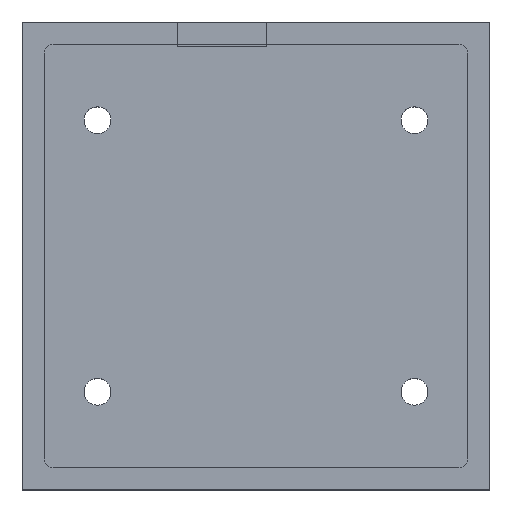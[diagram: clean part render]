
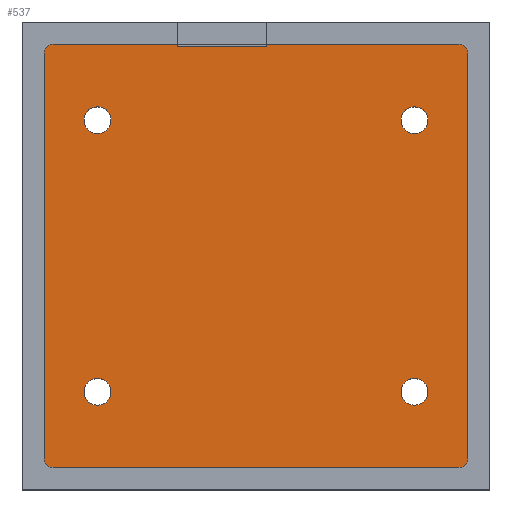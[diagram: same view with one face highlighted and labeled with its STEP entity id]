
A CAD part, top view. The second image highlights one B-rep face of the part: STEP entity #537.
In plain terms, the highlighted planar face has unit normal (0, 0, 1).
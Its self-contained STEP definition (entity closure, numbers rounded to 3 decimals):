
#163 = VERTEX_POINT('',#164);
#164 = CARTESIAN_POINT('',(-22.75,-23.75,5.));
#170 = EDGE_CURVE('',#171,#163,#173,.T.);
#171 = VERTEX_POINT('',#172);
#172 = CARTESIAN_POINT('',(-23.75,-22.75,5.));
#173 = CIRCLE('',#174,1.);
#174 = AXIS2_PLACEMENT_3D('',#175,#176,#177);
#175 = CARTESIAN_POINT('',(-22.75,-22.75,5.));
#176 = DIRECTION('',(0.,-0.,1.));
#177 = DIRECTION('',(0.,1.,0.));
#195 = VERTEX_POINT('',#196);
#196 = CARTESIAN_POINT('',(22.75,-23.75,5.));
#202 = EDGE_CURVE('',#195,#163,#203,.T.);
#203 = LINE('',#204,#205);
#204 = CARTESIAN_POINT('',(23.75,-23.75,5.));
#205 = VECTOR('',#206,1.);
#206 = DIRECTION('',(-1.,0.,0.));
#219 = VERTEX_POINT('',#220);
#220 = CARTESIAN_POINT('',(23.75,-22.75,5.));
#226 = EDGE_CURVE('',#195,#219,#227,.T.);
#227 = CIRCLE('',#228,1.);
#228 = AXIS2_PLACEMENT_3D('',#229,#230,#231);
#229 = CARTESIAN_POINT('',(22.75,-22.75,5.));
#230 = DIRECTION('',(0.,-0.,1.));
#231 = DIRECTION('',(0.,1.,0.));
#244 = VERTEX_POINT('',#245);
#245 = CARTESIAN_POINT('',(23.75,22.75,5.));
#251 = EDGE_CURVE('',#244,#219,#252,.T.);
#252 = LINE('',#253,#254);
#253 = CARTESIAN_POINT('',(23.75,23.75,5.));
#254 = VECTOR('',#255,1.);
#255 = DIRECTION('',(0.,-1.,0.));
#268 = VERTEX_POINT('',#269);
#269 = CARTESIAN_POINT('',(22.75,23.75,5.));
#275 = EDGE_CURVE('',#244,#268,#276,.T.);
#276 = CIRCLE('',#277,1.);
#277 = AXIS2_PLACEMENT_3D('',#278,#279,#280);
#278 = CARTESIAN_POINT('',(22.75,22.75,5.));
#279 = DIRECTION('',(0.,-0.,1.));
#280 = DIRECTION('',(0.,1.,0.));
#293 = VERTEX_POINT('',#294);
#294 = CARTESIAN_POINT('',(1.17,23.75,5.));
#300 = EDGE_CURVE('',#293,#268,#301,.T.);
#301 = LINE('',#302,#303);
#302 = CARTESIAN_POINT('',(-23.75,23.75,5.));
#303 = VECTOR('',#304,1.);
#304 = DIRECTION('',(1.,0.,0.));
#453 = VERTEX_POINT('',#454);
#454 = CARTESIAN_POINT('',(-8.83,23.75,5.));
#477 = VERTEX_POINT('',#478);
#478 = CARTESIAN_POINT('',(-22.75,23.75,5.));
#484 = EDGE_CURVE('',#477,#453,#485,.T.);
#485 = LINE('',#486,#487);
#486 = CARTESIAN_POINT('',(-23.75,23.75,5.));
#487 = VECTOR('',#488,1.);
#488 = DIRECTION('',(1.,0.,0.));
#501 = EDGE_CURVE('',#502,#477,#504,.T.);
#502 = VERTEX_POINT('',#503);
#503 = CARTESIAN_POINT('',(-23.75,22.75,5.));
#504 = CIRCLE('',#505,1.);
#505 = AXIS2_PLACEMENT_3D('',#506,#507,#508);
#506 = CARTESIAN_POINT('',(-22.75,22.75,5.));
#507 = DIRECTION('',(0.,0.,-1.));
#508 = DIRECTION('',(0.,1.,0.));
#526 = EDGE_CURVE('',#171,#502,#527,.T.);
#527 = LINE('',#528,#529);
#528 = CARTESIAN_POINT('',(-23.75,-23.75,5.));
#529 = VECTOR('',#530,1.);
#530 = DIRECTION('',(0.,1.,0.));
#537 = ADVANCED_FACE('',(#538,#571,#582,#593,#604),#615,.T.);
#538 = FACE_BOUND('',#539,.T.);
#539 = EDGE_LOOP('',(#540,#541,#542,#543,#544,#545,#546,#547,#548,#549,
    #557,#565));
#540 = ORIENTED_EDGE('',*,*,#484,.F.);
#541 = ORIENTED_EDGE('',*,*,#501,.F.);
#542 = ORIENTED_EDGE('',*,*,#526,.F.);
#543 = ORIENTED_EDGE('',*,*,#170,.T.);
#544 = ORIENTED_EDGE('',*,*,#202,.F.);
#545 = ORIENTED_EDGE('',*,*,#226,.T.);
#546 = ORIENTED_EDGE('',*,*,#251,.F.);
#547 = ORIENTED_EDGE('',*,*,#275,.T.);
#548 = ORIENTED_EDGE('',*,*,#300,.F.);
#549 = ORIENTED_EDGE('',*,*,#550,.T.);
#550 = EDGE_CURVE('',#293,#551,#553,.T.);
#551 = VERTEX_POINT('',#552);
#552 = CARTESIAN_POINT('',(1.17,23.469,5.));
#553 = LINE('',#554,#555);
#554 = CARTESIAN_POINT('',(1.17,26.469,5.));
#555 = VECTOR('',#556,1.);
#556 = DIRECTION('',(0.,-1.,0.));
#557 = ORIENTED_EDGE('',*,*,#558,.T.);
#558 = EDGE_CURVE('',#551,#559,#561,.T.);
#559 = VERTEX_POINT('',#560);
#560 = CARTESIAN_POINT('',(-8.83,23.469,5.));
#561 = LINE('',#562,#563);
#562 = CARTESIAN_POINT('',(1.17,23.469,5.));
#563 = VECTOR('',#564,1.);
#564 = DIRECTION('',(-1.,0.,0.));
#565 = ORIENTED_EDGE('',*,*,#566,.T.);
#566 = EDGE_CURVE('',#559,#453,#567,.T.);
#567 = LINE('',#568,#569);
#568 = CARTESIAN_POINT('',(-8.83,23.469,5.));
#569 = VECTOR('',#570,1.);
#570 = DIRECTION('',(0.,1.,0.));
#571 = FACE_BOUND('',#572,.T.);
#572 = EDGE_LOOP('',(#573));
#573 = ORIENTED_EDGE('',*,*,#574,.F.);
#574 = EDGE_CURVE('',#575,#575,#577,.T.);
#575 = VERTEX_POINT('',#576);
#576 = CARTESIAN_POINT('',(-16.28,-15.24,5.));
#577 = CIRCLE('',#578,1.5);
#578 = AXIS2_PLACEMENT_3D('',#579,#580,#581);
#579 = CARTESIAN_POINT('',(-17.78,-15.24,5.));
#580 = DIRECTION('',(0.,0.,1.));
#581 = DIRECTION('',(1.,0.,0.));
#582 = FACE_BOUND('',#583,.T.);
#583 = EDGE_LOOP('',(#584));
#584 = ORIENTED_EDGE('',*,*,#585,.F.);
#585 = EDGE_CURVE('',#586,#586,#588,.T.);
#586 = VERTEX_POINT('',#587);
#587 = CARTESIAN_POINT('',(19.28,-15.24,5.));
#588 = CIRCLE('',#589,1.5);
#589 = AXIS2_PLACEMENT_3D('',#590,#591,#592);
#590 = CARTESIAN_POINT('',(17.78,-15.24,5.));
#591 = DIRECTION('',(0.,0.,1.));
#592 = DIRECTION('',(1.,0.,0.));
#593 = FACE_BOUND('',#594,.T.);
#594 = EDGE_LOOP('',(#595));
#595 = ORIENTED_EDGE('',*,*,#596,.F.);
#596 = EDGE_CURVE('',#597,#597,#599,.T.);
#597 = VERTEX_POINT('',#598);
#598 = CARTESIAN_POINT('',(-16.28,15.24,5.));
#599 = CIRCLE('',#600,1.5);
#600 = AXIS2_PLACEMENT_3D('',#601,#602,#603);
#601 = CARTESIAN_POINT('',(-17.78,15.24,5.));
#602 = DIRECTION('',(0.,0.,1.));
#603 = DIRECTION('',(1.,0.,0.));
#604 = FACE_BOUND('',#605,.T.);
#605 = EDGE_LOOP('',(#606));
#606 = ORIENTED_EDGE('',*,*,#607,.F.);
#607 = EDGE_CURVE('',#608,#608,#610,.T.);
#608 = VERTEX_POINT('',#609);
#609 = CARTESIAN_POINT('',(19.28,15.24,5.));
#610 = CIRCLE('',#611,1.5);
#611 = AXIS2_PLACEMENT_3D('',#612,#613,#614);
#612 = CARTESIAN_POINT('',(17.78,15.24,5.));
#613 = DIRECTION('',(0.,0.,1.));
#614 = DIRECTION('',(1.,0.,0.));
#615 = PLANE('',#616);
#616 = AXIS2_PLACEMENT_3D('',#617,#618,#619);
#617 = CARTESIAN_POINT('',(0.,0.,5.));
#618 = DIRECTION('',(0.,0.,1.));
#619 = DIRECTION('',(1.,0.,0.));
